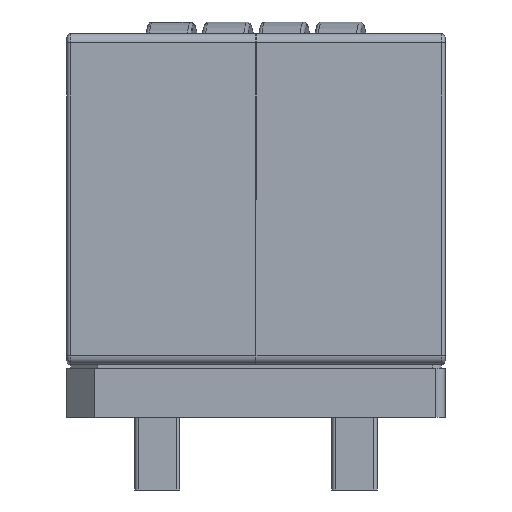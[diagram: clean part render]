
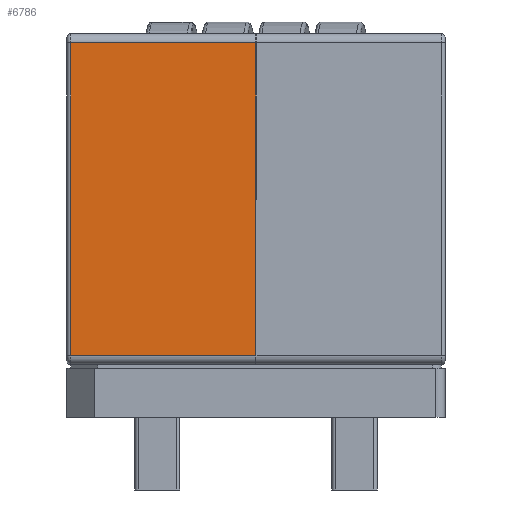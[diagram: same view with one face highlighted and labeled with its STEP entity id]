
A CAD part, left-side view. The second image highlights one B-rep face of the part: STEP entity #6786.
In plain terms, the highlighted face is planar.
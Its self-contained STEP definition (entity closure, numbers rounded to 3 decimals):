
#1453=ORIENTED_EDGE('',*,*,#3191,.T.);
#1454=ORIENTED_EDGE('',*,*,#3192,.T.);
#1455=ORIENTED_EDGE('',*,*,#3193,.T.);
#1456=ORIENTED_EDGE('',*,*,#3175,.F.);
#3175=EDGE_CURVE('',#4071,#4072,#4719,.T.);
#3191=EDGE_CURVE('',#4071,#4083,#4725,.F.);
#3192=EDGE_CURVE('',#4083,#4084,#4726,.T.);
#3193=EDGE_CURVE('',#4084,#4072,#4727,.T.);
#4071=VERTEX_POINT('',#14636);
#4072=VERTEX_POINT('',#14637);
#4083=VERTEX_POINT('',#14666);
#4084=VERTEX_POINT('',#14668);
#4719=LINE('',#14635,#5195);
#4725=LINE('',#14665,#5201);
#4726=LINE('',#14667,#5202);
#4727=LINE('',#14669,#5203);
#5195=VECTOR('',#9954,1000.);
#5201=VECTOR('',#9984,1000.);
#5202=VECTOR('',#9985,1000.);
#5203=VECTOR('',#9986,1000.);
#5621=EDGE_LOOP('',(#1453,#1454,#1455,#1456));
#6091=FACE_BOUND('',#5621,.T.);
#6518=PLANE('',#9262);
#6786=ADVANCED_FACE('',(#6091),#6518,.T.);
#9262=AXIS2_PLACEMENT_3D('',#14664,#9982,#9983);
#9954=DIRECTION('',(0.,-1.,0.));
#9982=DIRECTION('',(1.,0.,0.));
#9983=DIRECTION('',(0.,1.,0.));
#9984=DIRECTION('',(0.,0.,-1.));
#9985=DIRECTION('',(0.,-1.,0.));
#9986=DIRECTION('',(0.,0.,-1.));
#14635=CARTESIAN_POINT('',(12.5,9.1,-5.2));
#14636=CARTESIAN_POINT('',(12.5,8.6,-5.2));
#14637=CARTESIAN_POINT('',(12.5,-8.6,-5.2));
#14664=CARTESIAN_POINT('',(12.5,9.1,5.2));
#14665=CARTESIAN_POINT('',(12.5,8.6,5.2));
#14666=CARTESIAN_POINT('',(12.5,8.6,5.));
#14667=CARTESIAN_POINT('',(12.5,-8.6,5.));
#14668=CARTESIAN_POINT('',(12.5,-8.6,5.));
#14669=CARTESIAN_POINT('',(12.5,-8.6,5.2));
